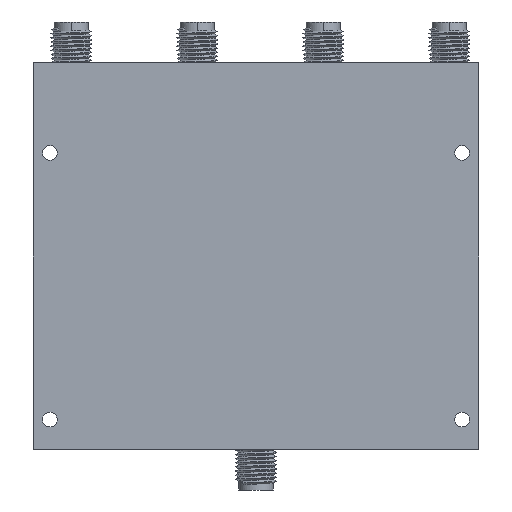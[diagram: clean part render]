
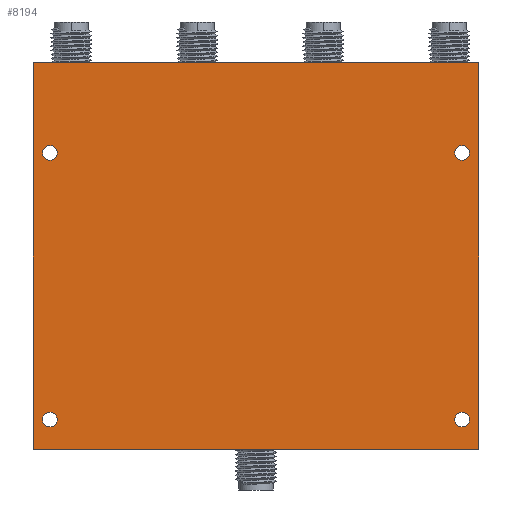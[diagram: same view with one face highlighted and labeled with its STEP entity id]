
A CAD part, front view. The second image highlights one B-rep face of the part: STEP entity #8194.
In plain terms, the highlighted planar face has unit normal (0, -1, 0).
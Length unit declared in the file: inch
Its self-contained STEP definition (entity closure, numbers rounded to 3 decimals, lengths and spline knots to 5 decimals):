
#38 = ORIENTED_EDGE ( 'NONE', *, *, #2544, .F. ) ;
#71 = VERTEX_POINT ( 'NONE', #6751 ) ;
#90 = VECTOR ( 'NONE', #2866, 39.37008 ) ;
#103 = LINE ( 'NONE', #5176, #2796 ) ;
#214 = CARTESIAN_POINT ( 'NONE',  ( 2.62, 0., -2.225 ) ) ;
#341 = CIRCLE ( 'NONE', #7460, 0.045 ) ;
#462 = CARTESIAN_POINT ( 'NONE',  ( 0., 0., -2.36 ) ) ;
#572 = ORIENTED_EDGE ( 'NONE', *, *, #1146, .T. ) ;
#637 = AXIS2_PLACEMENT_3D ( 'NONE', #3757, #8778, #11805 ) ;
#718 = VERTEX_POINT ( 'NONE', #4660 ) ;
#800 = CARTESIAN_POINT ( 'NONE',  ( 0., 0., 0. ) ) ;
#805 = CARTESIAN_POINT ( 'NONE',  ( 0.1, 0., -0.595 ) ) ;
#990 = VERTEX_POINT ( 'NONE', #800 ) ;
#1146 = EDGE_CURVE ( 'NONE', #3575, #11246, #341, .T. ) ;
#1215 = DIRECTION ( 'NONE',  ( 0., 1., 0. ) ) ;
#1358 = AXIS2_PLACEMENT_3D ( 'NONE', #8317, #8240, #2396 ) ;
#1588 = DIRECTION ( 'NONE',  ( 0., 1., 0. ) ) ;
#1813 = ORIENTED_EDGE ( 'NONE', *, *, #3398, .T. ) ;
#1815 = ORIENTED_EDGE ( 'NONE', *, *, #10731, .F. ) ;
#2002 = ORIENTED_EDGE ( 'NONE', *, *, #9876, .T. ) ;
#2050 = DIRECTION ( 'NONE',  ( 0., 1., 0. ) ) ;
#2234 = CARTESIAN_POINT ( 'NONE',  ( 2.62, 0., -2.135 ) ) ;
#2280 = EDGE_CURVE ( 'NONE', #12418, #7747, #3620, .T. ) ;
#2344 = CARTESIAN_POINT ( 'NONE',  ( 2.72, 0., 0. ) ) ;
#2396 = DIRECTION ( 'NONE',  ( 0., 0., 1. ) ) ;
#2544 = EDGE_CURVE ( 'NONE', #4253, #718, #2558, .T. ) ;
#2552 = FACE_BOUND ( 'NONE', #11615, .T. ) ;
#2553 = ORIENTED_EDGE ( 'NONE', *, *, #6508, .T. ) ;
#2558 = LINE ( 'NONE', #462, #9305 ) ;
#2787 = LINE ( 'NONE', #4771, #90 ) ;
#2796 = VECTOR ( 'NONE', #11980, 39.37008 ) ;
#2855 = EDGE_LOOP ( 'NONE', ( #10396, #6117 ) ) ;
#2866 = DIRECTION ( 'NONE',  ( 0., 0., 1. ) ) ;
#3161 = ORIENTED_EDGE ( 'NONE', *, *, #7625, .T. ) ;
#3213 = CARTESIAN_POINT ( 'NONE',  ( 0.1, 0., -2.225 ) ) ;
#3270 = LINE ( 'NONE', #2344, #4783 ) ;
#3295 = PLANE ( 'NONE',  #8714 ) ;
#3398 = EDGE_CURVE ( 'NONE', #7823, #71, #4359, .T. ) ;
#3575 = VERTEX_POINT ( 'NONE', #8606 ) ;
#3620 = CIRCLE ( 'NONE', #6178, 0.045 ) ;
#3757 = CARTESIAN_POINT ( 'NONE',  ( 2.62, 0., -2.18 ) ) ;
#3914 = FACE_OUTER_BOUND ( 'NONE', #9332, .T. ) ;
#3997 = CARTESIAN_POINT ( 'NONE',  ( 2.62, 0., -0.55 ) ) ;
#4169 = CIRCLE ( 'NONE', #7022, 0.045 ) ;
#4253 = VERTEX_POINT ( 'NONE', #8689 ) ;
#4359 = CIRCLE ( 'NONE', #8996, 0.045 ) ;
#4438 = VERTEX_POINT ( 'NONE', #2234 ) ;
#4660 = CARTESIAN_POINT ( 'NONE',  ( 0., 0., -2.36 ) ) ;
#4733 = AXIS2_PLACEMENT_3D ( 'NONE', #3997, #1215, #10867 ) ;
#4771 = CARTESIAN_POINT ( 'NONE',  ( 0., 0., 0. ) ) ;
#4783 = VECTOR ( 'NONE', #10225, 39.37008 ) ;
#4850 = CARTESIAN_POINT ( 'NONE',  ( 2.72, 0., 0. ) ) ;
#5176 = CARTESIAN_POINT ( 'NONE',  ( 0., 0., 0. ) ) ;
#5301 = DIRECTION ( 'NONE',  ( 0., -1., 0. ) ) ;
#5345 = DIRECTION ( 'NONE',  ( 0., 0., 1. ) ) ;
#5404 = CARTESIAN_POINT ( 'NONE',  ( 0.1, 0., -2.18 ) ) ;
#5653 = EDGE_CURVE ( 'NONE', #7747, #12418, #11802, .T. ) ;
#6073 = ORIENTED_EDGE ( 'NONE', *, *, #11164, .F. ) ;
#6117 = ORIENTED_EDGE ( 'NONE', *, *, #5653, .T. ) ;
#6130 = DIRECTION ( 'NONE',  ( -1., 0., 0. ) ) ;
#6178 = AXIS2_PLACEMENT_3D ( 'NONE', #9390, #1588, #9360 ) ;
#6190 = CARTESIAN_POINT ( 'NONE',  ( 2.62, 0., -0.505 ) ) ;
#6349 = DIRECTION ( 'NONE',  ( 0., 1., 0. ) ) ;
#6508 = EDGE_CURVE ( 'NONE', #71, #7823, #8710, .T. ) ;
#6751 = CARTESIAN_POINT ( 'NONE',  ( 0.1, 0., -0.505 ) ) ;
#6860 = VERTEX_POINT ( 'NONE', #214 ) ;
#6881 = DIRECTION ( 'NONE',  ( 0., 1., 0. ) ) ;
#7022 = AXIS2_PLACEMENT_3D ( 'NONE', #5404, #6349, #5345 ) ;
#7038 = ORIENTED_EDGE ( 'NONE', *, *, #11827, .F. ) ;
#7341 = CARTESIAN_POINT ( 'NONE',  ( 0., 0., 0. ) ) ;
#7460 = AXIS2_PLACEMENT_3D ( 'NONE', #9854, #2050, #9889 ) ;
#7590 = CIRCLE ( 'NONE', #1358, 0.045 ) ;
#7625 = EDGE_CURVE ( 'NONE', #4438, #6860, #7590, .T. ) ;
#7747 = VERTEX_POINT ( 'NONE', #11399 ) ;
#7823 = VERTEX_POINT ( 'NONE', #805 ) ;
#7891 = EDGE_LOOP ( 'NONE', ( #572, #9607 ) ) ;
#7893 = FACE_BOUND ( 'NONE', #2855, .T. ) ;
#8030 = CIRCLE ( 'NONE', #637, 0.045 ) ;
#8194 = ADVANCED_FACE ( 'NONE', ( #11137, #10085, #7893, #2552, #3914 ), #3295, .T. ) ;
#8240 = DIRECTION ( 'NONE',  ( 0., 1., 0. ) ) ;
#8317 = CARTESIAN_POINT ( 'NONE',  ( 2.62, 0., -2.18 ) ) ;
#8453 = DIRECTION ( 'NONE',  ( 0., 1., 0. ) ) ;
#8606 = CARTESIAN_POINT ( 'NONE',  ( 0.1, 0., -2.135 ) ) ;
#8689 = CARTESIAN_POINT ( 'NONE',  ( 2.72, 0., -2.36 ) ) ;
#8710 = CIRCLE ( 'NONE', #10605, 0.045 ) ;
#8714 = AXIS2_PLACEMENT_3D ( 'NONE', #7341, #5301, #12230 ) ;
#8778 = DIRECTION ( 'NONE',  ( 0., 1., 0. ) ) ;
#8996 = AXIS2_PLACEMENT_3D ( 'NONE', #9800, #6881, #11773 ) ;
#9305 = VECTOR ( 'NONE', #6130, 39.37008 ) ;
#9332 = EDGE_LOOP ( 'NONE', ( #7038, #38, #1815, #6073 ) ) ;
#9360 = DIRECTION ( 'NONE',  ( 0., 0., 1. ) ) ;
#9361 = EDGE_LOOP ( 'NONE', ( #3161, #2002 ) ) ;
#9390 = CARTESIAN_POINT ( 'NONE',  ( 2.62, 0., -0.55 ) ) ;
#9607 = ORIENTED_EDGE ( 'NONE', *, *, #11293, .T. ) ;
#9800 = CARTESIAN_POINT ( 'NONE',  ( 0.1, 0., -0.55 ) ) ;
#9854 = CARTESIAN_POINT ( 'NONE',  ( 0.1, 0., -2.18 ) ) ;
#9876 = EDGE_CURVE ( 'NONE', #6860, #4438, #8030, .T. ) ;
#9889 = DIRECTION ( 'NONE',  ( 0., 0., 1. ) ) ;
#10085 = FACE_BOUND ( 'NONE', #9361, .T. ) ;
#10225 = DIRECTION ( 'NONE',  ( 0., 0., -1. ) ) ;
#10396 = ORIENTED_EDGE ( 'NONE', *, *, #2280, .T. ) ;
#10543 = CARTESIAN_POINT ( 'NONE',  ( 0.1, 0., -0.55 ) ) ;
#10605 = AXIS2_PLACEMENT_3D ( 'NONE', #10543, #8453, #12469 ) ;
#10731 = EDGE_CURVE ( 'NONE', #12691, #4253, #3270, .T. ) ;
#10867 = DIRECTION ( 'NONE',  ( 0., 0., 1. ) ) ;
#11137 = FACE_BOUND ( 'NONE', #7891, .T. ) ;
#11164 = EDGE_CURVE ( 'NONE', #990, #12691, #103, .T. ) ;
#11246 = VERTEX_POINT ( 'NONE', #3213 ) ;
#11293 = EDGE_CURVE ( 'NONE', #11246, #3575, #4169, .T. ) ;
#11399 = CARTESIAN_POINT ( 'NONE',  ( 2.62, 0., -0.595 ) ) ;
#11615 = EDGE_LOOP ( 'NONE', ( #2553, #1813 ) ) ;
#11773 = DIRECTION ( 'NONE',  ( 0., 0., 1. ) ) ;
#11802 = CIRCLE ( 'NONE', #4733, 0.045 ) ;
#11805 = DIRECTION ( 'NONE',  ( 0., 0., 1. ) ) ;
#11827 = EDGE_CURVE ( 'NONE', #718, #990, #2787, .T. ) ;
#11980 = DIRECTION ( 'NONE',  ( 1., 0., 0. ) ) ;
#12230 = DIRECTION ( 'NONE',  ( 0., 0., -1. ) ) ;
#12418 = VERTEX_POINT ( 'NONE', #6190 ) ;
#12469 = DIRECTION ( 'NONE',  ( 0., 0., 1. ) ) ;
#12691 = VERTEX_POINT ( 'NONE', #4850 ) ;
